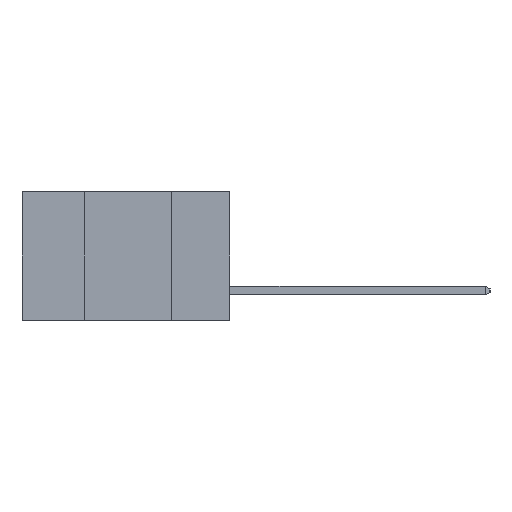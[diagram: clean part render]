
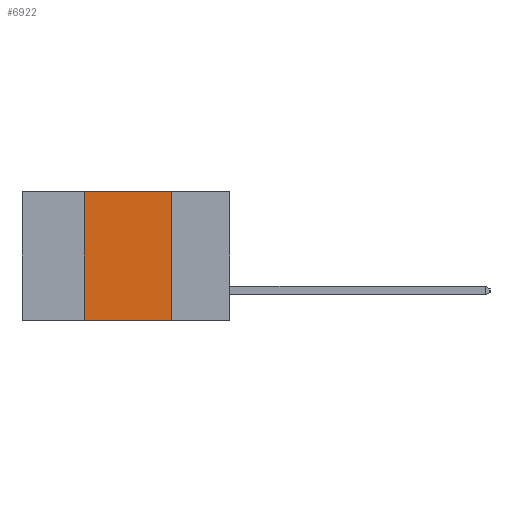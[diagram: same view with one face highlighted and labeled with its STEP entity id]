
A CAD part, left-side view. The second image highlights one B-rep face of the part: STEP entity #6922.
In plain terms, the highlighted planar face has unit normal (-1, 0, 0).
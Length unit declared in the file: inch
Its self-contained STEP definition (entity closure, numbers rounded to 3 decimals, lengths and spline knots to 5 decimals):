
#335 = ORIENTED_EDGE ( 'NONE', *, *, #10500, .F. ) ;
#799 = ORIENTED_EDGE ( 'NONE', *, *, #6595, .F. ) ;
#2415 = LINE ( 'NONE', #17574, #2868 ) ;
#2868 = VECTOR ( 'NONE', #17618, 39.37008 ) ;
#2988 = FACE_OUTER_BOUND ( 'NONE', #11642, .T. ) ;
#3616 = DIRECTION ( 'NONE',  ( 0., 0., -1. ) ) ;
#3644 = DIRECTION ( 'NONE',  ( 1., 0., 0. ) ) ;
#3668 = CARTESIAN_POINT ( 'NONE',  ( 0., 0.6, 0. ) ) ;
#3720 = PLANE ( 'NONE',  #16800 ) ;
#3876 = CARTESIAN_POINT ( 'NONE',  ( 0., 0.17, -0.37 ) ) ;
#4192 = LINE ( 'NONE', #7691, #8155 ) ;
#4773 = ORIENTED_EDGE ( 'NONE', *, *, #15428, .F. ) ;
#5954 = CARTESIAN_POINT ( 'NONE',  ( 0., 0.42, -0.37 ) ) ;
#6219 = VECTOR ( 'NONE', #8057, 39.37008 ) ;
#6567 = CARTESIAN_POINT ( 'NONE',  ( 0., 0.42, -0.37 ) ) ;
#6595 = EDGE_CURVE ( 'NONE', #12065, #9456, #4192, .T. ) ;
#6922 = ADVANCED_FACE ( 'NONE', ( #2988 ), #3720, .F. ) ;
#7691 = CARTESIAN_POINT ( 'NONE',  ( 0., 0.6, 0. ) ) ;
#7758 = DIRECTION ( 'NONE',  ( 0., -1., 0. ) ) ;
#7965 = EDGE_CURVE ( 'NONE', #8562, #8690, #8353, .T. ) ;
#8057 = DIRECTION ( 'NONE',  ( 0., 0., 1. ) ) ;
#8155 = VECTOR ( 'NONE', #7758, 39.37008 ) ;
#8353 = LINE ( 'NONE', #14250, #12093 ) ;
#8562 = VERTEX_POINT ( 'NONE', #5954 ) ;
#8690 = VERTEX_POINT ( 'NONE', #3876 ) ;
#8713 = ORIENTED_EDGE ( 'NONE', *, *, #7965, .T. ) ;
#9456 = VERTEX_POINT ( 'NONE', #15602 ) ;
#10500 = EDGE_CURVE ( 'NONE', #9456, #8690, #2415, .T. ) ;
#10541 = LINE ( 'NONE', #6567, #6219 ) ;
#11642 = EDGE_LOOP ( 'NONE', ( #335, #799, #4773, #8713 ) ) ;
#12065 = VERTEX_POINT ( 'NONE', #18293 ) ;
#12093 = VECTOR ( 'NONE', #14369, 39.37008 ) ;
#14250 = CARTESIAN_POINT ( 'NONE',  ( 0., 0.6, -0.37 ) ) ;
#14369 = DIRECTION ( 'NONE',  ( 0., -1., 0. ) ) ;
#15428 = EDGE_CURVE ( 'NONE', #8562, #12065, #10541, .T. ) ;
#15602 = CARTESIAN_POINT ( 'NONE',  ( 0., 0.17, 0. ) ) ;
#16800 = AXIS2_PLACEMENT_3D ( 'NONE', #3668, #3644, #3616 ) ;
#17574 = CARTESIAN_POINT ( 'NONE',  ( 0., 0.17, -0.37 ) ) ;
#17618 = DIRECTION ( 'NONE',  ( 0., 0., -1. ) ) ;
#18293 = CARTESIAN_POINT ( 'NONE',  ( 0., 0.42, 0. ) ) ;
